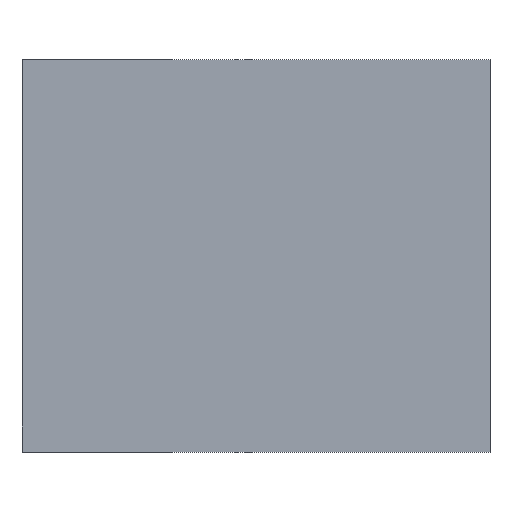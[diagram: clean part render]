
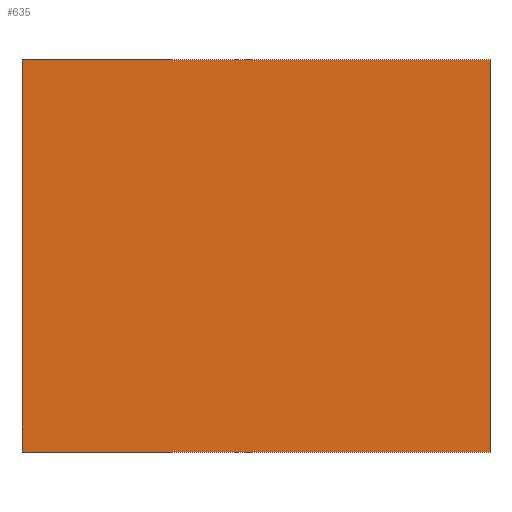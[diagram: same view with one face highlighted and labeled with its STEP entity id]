
A CAD part, top view. The second image highlights one B-rep face of the part: STEP entity #635.
In plain terms, the highlighted planar face has unit normal (0, 0, 1).
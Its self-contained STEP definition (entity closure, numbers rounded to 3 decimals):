
#49=PLANE('',#708);
#86=FACE_OUTER_BOUND('',#124,.T.);
#124=EDGE_LOOP('',(#578,#579,#580,#581));
#152=LINE('',#960,#220);
#165=LINE('',#987,#233);
#195=LINE('',#1055,#263);
#199=LINE('',#1061,#267);
#220=VECTOR('',#790,10.);
#233=VECTOR('',#813,10.);
#263=VECTOR('',#875,10.);
#267=VECTOR('',#881,10.);
#306=VERTEX_POINT('',#957);
#307=VERTEX_POINT('',#959);
#316=VERTEX_POINT('',#986);
#338=VERTEX_POINT('',#1054);
#372=EDGE_CURVE('',#307,#306,#152,.T.);
#385=EDGE_CURVE('',#316,#307,#165,.T.);
#419=EDGE_CURVE('',#338,#316,#195,.T.);
#423=EDGE_CURVE('',#306,#338,#199,.T.);
#578=ORIENTED_EDGE('',*,*,#372,.T.);
#579=ORIENTED_EDGE('',*,*,#423,.T.);
#580=ORIENTED_EDGE('',*,*,#419,.T.);
#581=ORIENTED_EDGE('',*,*,#385,.T.);
#635=ADVANCED_FACE('',(#86),#49,.T.);
#708=AXIS2_PLACEMENT_3D('',#1062,#882,#883);
#790=DIRECTION('',(1.,0.,0.));
#813=DIRECTION('',(0.,-1.,0.));
#875=DIRECTION('',(-1.,0.,0.));
#881=DIRECTION('',(0.,1.,0.));
#882=DIRECTION('center_axis',(0.,0.,1.));
#883=DIRECTION('ref_axis',(1.,0.,0.));
#957=CARTESIAN_POINT('',(7.75,-6.5,8.5));
#959=CARTESIAN_POINT('',(-7.75,-6.5,8.5));
#960=CARTESIAN_POINT('',(-7.75,-6.5,8.5));
#986=CARTESIAN_POINT('',(-7.75,6.5,8.5));
#987=CARTESIAN_POINT('',(-7.75,6.5,8.5));
#1054=CARTESIAN_POINT('',(7.75,6.5,8.5));
#1055=CARTESIAN_POINT('',(7.75,6.5,8.5));
#1061=CARTESIAN_POINT('',(7.75,-6.5,8.5));
#1062=CARTESIAN_POINT('Origin',(0.,0.,8.5));
